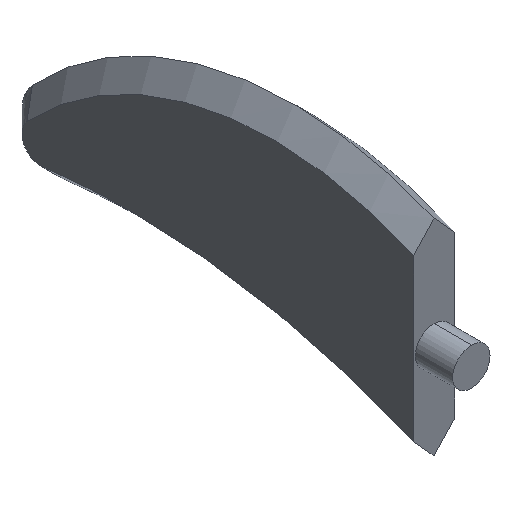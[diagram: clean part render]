
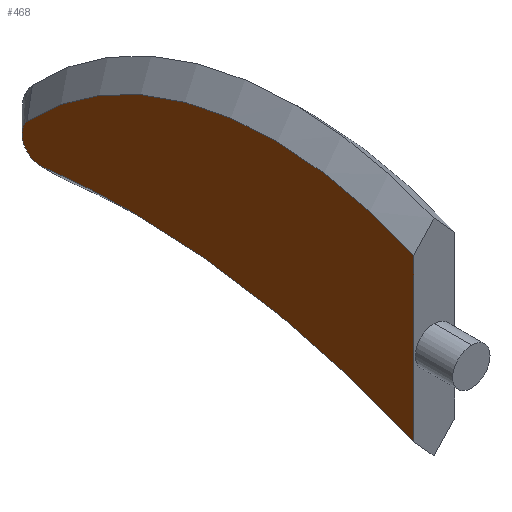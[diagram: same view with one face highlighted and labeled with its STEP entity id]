
A CAD part, isometric view. The second image highlights one B-rep face of the part: STEP entity #468.
In plain terms, the highlighted planar face has unit normal (-1, 0, 0).
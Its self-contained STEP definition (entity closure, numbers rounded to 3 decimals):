
#3 = AXIS2_PLACEMENT_3D ( 'NONE', #94, #324, #466 ) ;
#7 = CARTESIAN_POINT ( 'NONE',  ( -5.5, 11.97, -194.091 ) ) ;
#16 = DIRECTION ( 'NONE',  ( -1., 0., 0. ) ) ;
#27 = CIRCLE ( 'NONE', #3, 5. ) ;
#32 = CARTESIAN_POINT ( 'NONE',  ( -5.5, 36.562, -0.647 ) ) ;
#47 = ORIENTED_EDGE ( 'NONE', *, *, #351, .T. ) ;
#68 = DIRECTION ( 'NONE',  ( 0., 0., -1. ) ) ;
#72 = ORIENTED_EDGE ( 'NONE', *, *, #461, .T. ) ;
#78 = EDGE_CURVE ( 'NONE', #374, #520, #537, .T. ) ;
#94 = CARTESIAN_POINT ( 'NONE',  ( -5.5, 36.562, -0.647 ) ) ;
#95 = EDGE_CURVE ( 'NONE', #318, #520, #384, .T. ) ;
#101 = PLANE ( 'NONE',  #372 ) ;
#120 = CARTESIAN_POINT ( 'NONE',  ( -5.5, 11.97, -4.091 ) ) ;
#122 = ORIENTED_EDGE ( 'NONE', *, *, #327, .T. ) ;
#141 = CIRCLE ( 'NONE', #473, 90. ) ;
#148 = DIRECTION ( 'NONE',  ( 1., 0., 0. ) ) ;
#149 = CARTESIAN_POINT ( 'NONE',  ( -5.5, 11.97, -194.091 ) ) ;
#152 = DIRECTION ( 'NONE',  ( 1., 0., 0. ) ) ;
#185 = DIRECTION ( 'NONE',  ( 0., 0., -1. ) ) ;
#196 = EDGE_LOOP ( 'NONE', ( #454, #72, #224, #122, #47, #389 ) ) ;
#201 = EDGE_CURVE ( 'NONE', #598, #234, #27, .T. ) ;
#205 = FACE_OUTER_BOUND ( 'NONE', #196, .T. ) ;
#211 = DIRECTION ( 'NONE',  ( 0., 0., -1. ) ) ;
#224 = ORIENTED_EDGE ( 'NONE', *, *, #201, .T. ) ;
#234 = VERTEX_POINT ( 'NONE', #416 ) ;
#247 = DIRECTION ( 'NONE',  ( 0., 0., -1. ) ) ;
#260 = AXIS2_PLACEMENT_3D ( 'NONE', #32, #496, #584 ) ;
#292 = CARTESIAN_POINT ( 'NONE',  ( -5.5, -25.875, -58.324 ) ) ;
#318 = VERTEX_POINT ( 'NONE', #120 ) ;
#324 = DIRECTION ( 'NONE',  ( -1., 0., 0. ) ) ;
#327 = EDGE_CURVE ( 'NONE', #234, #592, #328, .T. ) ;
#328 = CIRCLE ( 'NONE', #260, 5. ) ;
#344 = CARTESIAN_POINT ( 'NONE',  ( -5.5, 35.931, -5.608 ) ) ;
#351 = EDGE_CURVE ( 'NONE', #592, #318, #549, .T. ) ;
#362 = CARTESIAN_POINT ( 'NONE',  ( -5.5, -63.438, 23.462 ) ) ;
#372 = AXIS2_PLACEMENT_3D ( 'NONE', #7, #148, #247 ) ;
#374 = VERTEX_POINT ( 'NONE', #362 ) ;
#379 = AXIS2_PLACEMENT_3D ( 'NONE', #149, #152, #185 ) ;
#383 = CARTESIAN_POINT ( 'NONE',  ( -5.5, -63.438, -19.695 ) ) ;
#384 = CIRCLE ( 'NONE', #379, 190. ) ;
#389 = ORIENTED_EDGE ( 'NONE', *, *, #95, .T. ) ;
#416 = CARTESIAN_POINT ( 'NONE',  ( -5.5, 36.562, -5.647 ) ) ;
#441 = DIRECTION ( 'NONE',  ( 1., 0., 0. ) ) ;
#454 = ORIENTED_EDGE ( 'NONE', *, *, #78, .F. ) ;
#461 = EDGE_CURVE ( 'NONE', #374, #598, #141, .T. ) ;
#466 = DIRECTION ( 'NONE',  ( 0., 0., -1. ) ) ;
#468 = ADVANCED_FACE ( 'NONE', ( #205 ), #101, .F. ) ;
#471 = DIRECTION ( 'NONE',  ( 0., 0., -1. ) ) ;
#473 = AXIS2_PLACEMENT_3D ( 'NONE', #292, #16, #471 ) ;
#484 = CARTESIAN_POINT ( 'NONE',  ( -5.5, 40.235, 2.745 ) ) ;
#486 = CARTESIAN_POINT ( 'NONE',  ( -5.5, 11.97, -194.091 ) ) ;
#487 = CARTESIAN_POINT ( 'NONE',  ( -5.5, -63.438, 34.353 ) ) ;
#496 = DIRECTION ( 'NONE',  ( -1., 0., 0. ) ) ;
#517 = AXIS2_PLACEMENT_3D ( 'NONE', #486, #441, #211 ) ;
#520 = VERTEX_POINT ( 'NONE', #383 ) ;
#537 = LINE ( 'NONE', #487, #581 ) ;
#549 = CIRCLE ( 'NONE', #517, 190. ) ;
#581 = VECTOR ( 'NONE', #68, 1000. ) ;
#584 = DIRECTION ( 'NONE',  ( 0., 0., -1. ) ) ;
#592 = VERTEX_POINT ( 'NONE', #344 ) ;
#598 = VERTEX_POINT ( 'NONE', #484 ) ;
